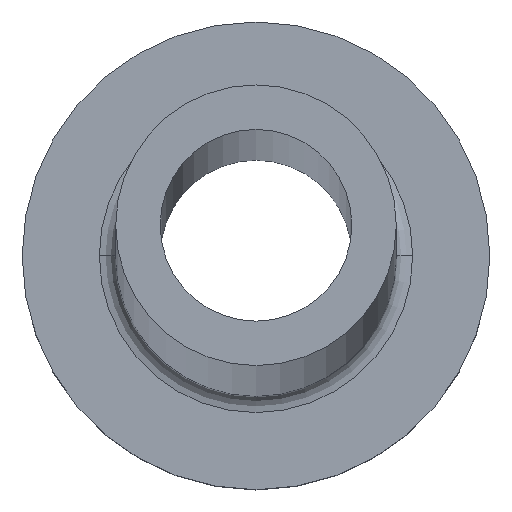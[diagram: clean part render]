
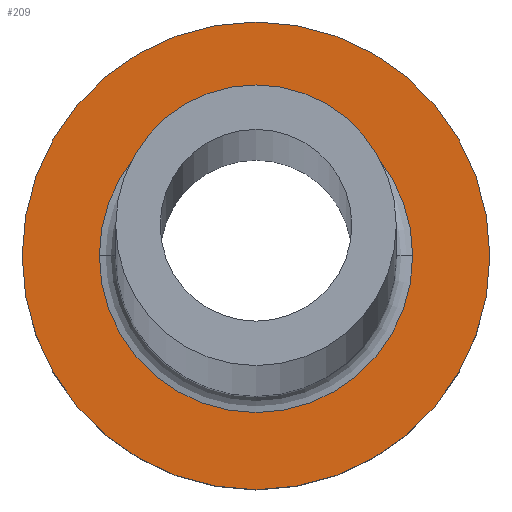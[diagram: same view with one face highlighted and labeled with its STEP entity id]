
A CAD part, top view. The second image highlights one B-rep face of the part: STEP entity #209.
In plain terms, the highlighted planar face has unit normal (0, 0, 1).
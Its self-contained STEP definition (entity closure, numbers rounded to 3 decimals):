
#1 = EDGE_CURVE ( 'NONE', #137, #272, #271, .T. ) ;
#2 = CARTESIAN_POINT ( 'NONE',  ( -10., 0., 7. ) ) ;
#27 = ORIENTED_EDGE ( 'NONE', *, *, #1, .T. ) ;
#35 = FACE_BOUND ( 'NONE', #277, .T. ) ;
#41 = EDGE_LOOP ( 'NONE', ( #159, #304 ) ) ;
#45 = VERTEX_POINT ( 'NONE', #147 ) ;
#52 = CARTESIAN_POINT ( 'NONE',  ( 0., 0., 7. ) ) ;
#64 = CARTESIAN_POINT ( 'NONE',  ( 0., 0., 7. ) ) ;
#86 = EDGE_CURVE ( 'NONE', #162, #45, #286, .T. ) ;
#93 = EDGE_CURVE ( 'NONE', #272, #137, #298, .T. ) ;
#94 = DIRECTION ( 'NONE',  ( 0., 0., 1. ) ) ;
#105 = DIRECTION ( 'NONE',  ( 0., 0., 1. ) ) ;
#113 = DIRECTION ( 'NONE',  ( 1., 0., 0. ) ) ;
#116 = AXIS2_PLACEMENT_3D ( 'NONE', #52, #349, #281 ) ;
#122 = PLANE ( 'NONE',  #269 ) ;
#131 = ORIENTED_EDGE ( 'NONE', *, *, #93, .T. ) ;
#132 = DIRECTION ( 'NONE',  ( 1., 0., 0. ) ) ;
#137 = VERTEX_POINT ( 'NONE', #150 ) ;
#139 = AXIS2_PLACEMENT_3D ( 'NONE', #259, #379, #256 ) ;
#146 = DIRECTION ( 'NONE',  ( 0., 0., 1. ) ) ;
#147 = CARTESIAN_POINT ( 'NONE',  ( 10., 0., 7. ) ) ;
#149 = CARTESIAN_POINT ( 'NONE',  ( -6.7, 0., 7. ) ) ;
#150 = CARTESIAN_POINT ( 'NONE',  ( 6.7, 0., 7. ) ) ;
#159 = ORIENTED_EDGE ( 'NONE', *, *, #86, .T. ) ;
#162 = VERTEX_POINT ( 'NONE', #2 ) ;
#192 = CARTESIAN_POINT ( 'NONE',  ( 0., 0., 7. ) ) ;
#209 = ADVANCED_FACE ( 'NONE', ( #35, #240 ), #122, .T. ) ;
#240 = FACE_OUTER_BOUND ( 'NONE', #41, .T. ) ;
#256 = DIRECTION ( 'NONE',  ( 1., 0., 0. ) ) ;
#259 = CARTESIAN_POINT ( 'NONE',  ( 0., 0., 7. ) ) ;
#269 = AXIS2_PLACEMENT_3D ( 'NONE', #64, #94, #295 ) ;
#271 = CIRCLE ( 'NONE', #116, 6.7 ) ;
#272 = VERTEX_POINT ( 'NONE', #149 ) ;
#277 = EDGE_LOOP ( 'NONE', ( #27, #131 ) ) ;
#281 = DIRECTION ( 'NONE',  ( 1., 0., 0. ) ) ;
#286 = CIRCLE ( 'NONE', #367, 10. ) ;
#288 = CARTESIAN_POINT ( 'NONE',  ( 0., 0., 7. ) ) ;
#295 = DIRECTION ( 'NONE',  ( 1., 0., 0. ) ) ;
#297 = AXIS2_PLACEMENT_3D ( 'NONE', #192, #105, #132 ) ;
#298 = CIRCLE ( 'NONE', #139, 6.7 ) ;
#304 = ORIENTED_EDGE ( 'NONE', *, *, #322, .T. ) ;
#322 = EDGE_CURVE ( 'NONE', #45, #162, #353, .T. ) ;
#349 = DIRECTION ( 'NONE',  ( 0., 0., -1. ) ) ;
#353 = CIRCLE ( 'NONE', #297, 10. ) ;
#367 = AXIS2_PLACEMENT_3D ( 'NONE', #288, #146, #113 ) ;
#379 = DIRECTION ( 'NONE',  ( 0., 0., -1. ) ) ;
